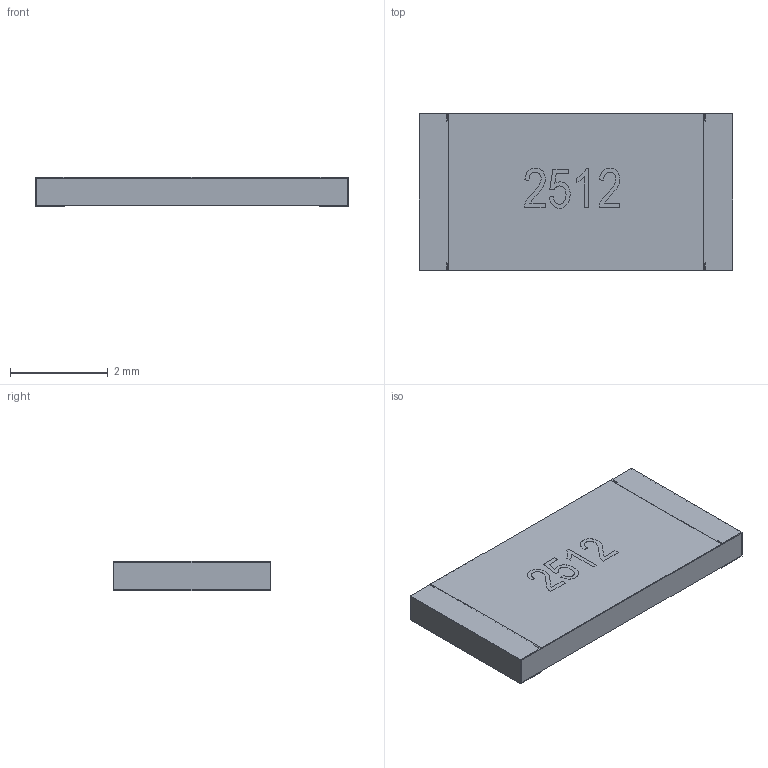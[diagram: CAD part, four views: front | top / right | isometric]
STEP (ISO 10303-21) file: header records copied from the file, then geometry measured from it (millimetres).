
FILE_DESCRIPTION (( 'STEP AP214' ), '1' );
FILE_NAME ('F5446AA3-FD3A-4320-9BE5-D1866E435A07.STEP', '2023-05-01T11:55:24', ( '' ), ( '' ), 'SwSTEP 2.0', 'SolidWorks 2022', '' );
FILE_SCHEMA (( 'AUTOMOTIVE_DESIGN' ));
Length unit declared in the file: millimetre
Products named in the file (1): F5446AA3-FD3A-4320-9BE5-D1866E435A07
Bounding box: 6.4 x 3.2 x 0.6 mm (x, y, z)
Volume: 12 mm3; surface area: 108 mm2
Topology: 4 solids, 4 shells, 90 faces, 234 edges, 156 vertices
Faces by surface type: plane 64, bspline 26
Entity records: 5153 total; most frequent: CARTESIAN_POINT 2155, ORIENTED_EDGE 468, DIRECTION 312, EDGE_CURVE 234, VECTOR 182, LINE 182, VERTEX_POINT 156, EDGE_LOOP 94
